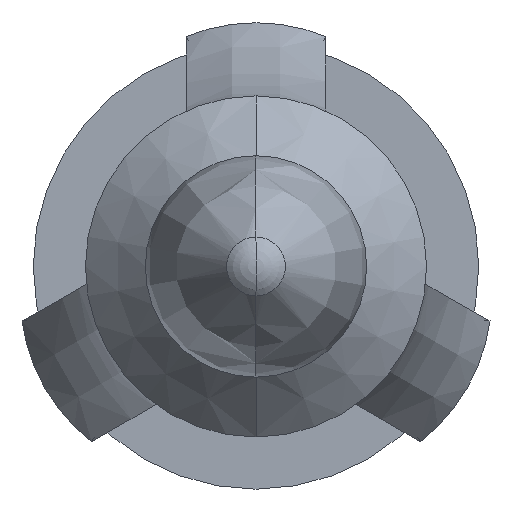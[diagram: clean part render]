
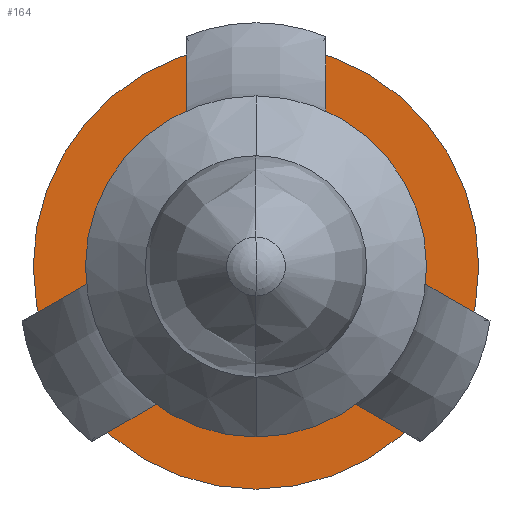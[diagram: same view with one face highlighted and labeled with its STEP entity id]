
A CAD part, left-side view. The second image highlights one B-rep face of the part: STEP entity #164.
In plain terms, the highlighted planar face has unit normal (-1, 0, 0).
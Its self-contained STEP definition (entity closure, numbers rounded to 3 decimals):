
#60=PLANE('',#1210);
#89=FACE_BOUND('',#309,.T.);
#90=FACE_BOUND('',#310,.T.);
#164=ADVANCED_FACE('',(#89,#90),#60,.F.);
#309=EDGE_LOOP('',(#524,#525));
#310=EDGE_LOOP('',(#526,#527));
#381=CIRCLE('',#1204,1.6);
#382=CIRCLE('',#1206,1.6);
#383=CIRCLE('',#1208,1.);
#384=CIRCLE('',#1209,1.);
#524=ORIENTED_EDGE('',*,*,#929,.F.);
#525=ORIENTED_EDGE('',*,*,#932,.F.);
#526=ORIENTED_EDGE('',*,*,#933,.F.);
#527=ORIENTED_EDGE('',*,*,#934,.F.);
#806=VERTEX_POINT('',#1819);
#807=VERTEX_POINT('',#1820);
#808=VERTEX_POINT('',#1827);
#809=VERTEX_POINT('',#1828);
#929=EDGE_CURVE('',#806,#807,#381,.T.);
#932=EDGE_CURVE('',#807,#806,#382,.T.);
#933=EDGE_CURVE('',#808,#809,#383,.T.);
#934=EDGE_CURVE('',#809,#808,#384,.T.);
#1204=AXIS2_PLACEMENT_3D('',#1818,#1386,#1387);
#1206=AXIS2_PLACEMENT_3D('',#1824,#1392,#1393);
#1208=AXIS2_PLACEMENT_3D('',#1826,#1396,#1397);
#1209=AXIS2_PLACEMENT_3D('',#1829,#1398,#1399);
#1210=AXIS2_PLACEMENT_3D('',#1830,#1400,#1401);
#1386=DIRECTION('',(1.,0.,0.));
#1387=DIRECTION('',(0.,0.,-1.));
#1392=DIRECTION('',(1.,0.,0.));
#1393=DIRECTION('',(0.,0.,1.));
#1396=DIRECTION('',(-1.,0.,0.));
#1397=DIRECTION('',(0.,0.,-1.));
#1398=DIRECTION('',(-1.,0.,0.));
#1399=DIRECTION('',(0.,0.,1.));
#1400=DIRECTION('',(1.,0.,0.));
#1401=DIRECTION('',(0.,0.,-1.));
#1818=CARTESIAN_POINT('',(0.,0.,0.));
#1819=CARTESIAN_POINT('',(0.,0.,-1.6));
#1820=CARTESIAN_POINT('',(0.,0.,1.6));
#1824=CARTESIAN_POINT('',(0.,0.,0.));
#1826=CARTESIAN_POINT('',(0.,0.,0.));
#1827=CARTESIAN_POINT('',(0.,0.,-1.));
#1828=CARTESIAN_POINT('',(0.,0.,1.));
#1829=CARTESIAN_POINT('',(0.,0.,0.));
#1830=CARTESIAN_POINT('',(0.,0.,0.));
